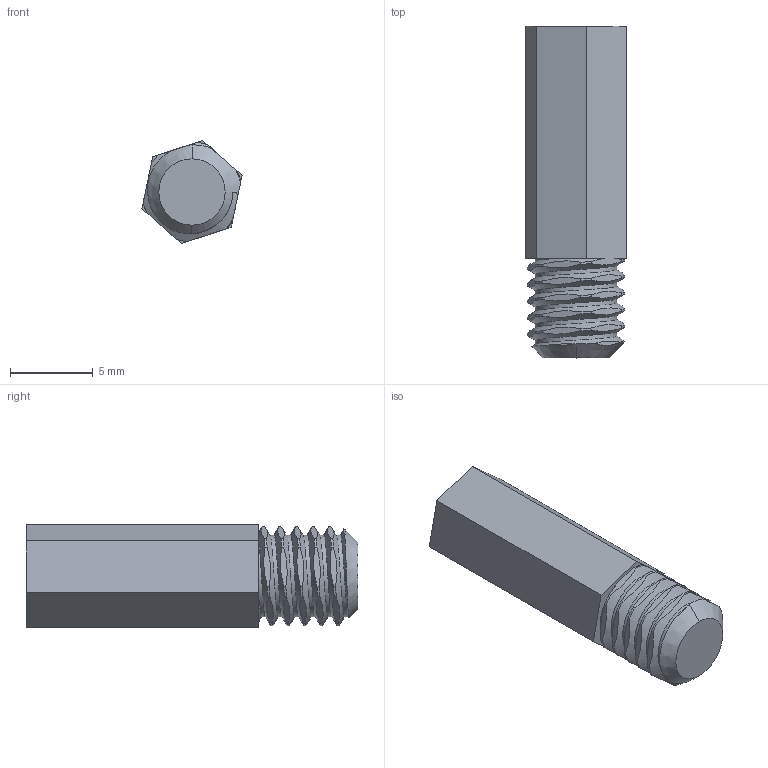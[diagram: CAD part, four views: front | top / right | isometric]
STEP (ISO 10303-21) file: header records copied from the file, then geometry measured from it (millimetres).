
FILE_DESCRIPTION (( 'STEP AP214' ), '1' );
FILE_NAME ('Adaptateur M6 vers 4 base 5.5 hexagonal.STEP', '2022-02-24T21:42:04', ( '' ), ( '' ), 'SwSTEP 2.0', 'SolidWorks 2019', '' );
FILE_SCHEMA (( 'AUTOMOTIVE_DESIGN' ));
Length unit declared in the file: millimetre
Products named in the file (2): Adaptateur M6 vers 4 base 5.5 hexagonal
Bounding box: 6.03 x 20 x 6.22 mm (x, y, z)
Volume: 371.7 mm3; surface area: 580.8 mm2
Topology: 1 solids, 1 shells, 84 faces, 243 edges, 162 vertices
Faces by surface type: plane 44, cylinder 33, bspline 4, cone 3
Entity records: 3988 total; most frequent: CARTESIAN_POINT 2086, ORIENTED_EDGE 486, DIRECTION 269, EDGE_CURVE 243, VERTEX_POINT 162, AXIS2_PLACEMENT_3D 90, LINE 89, VECTOR 89
